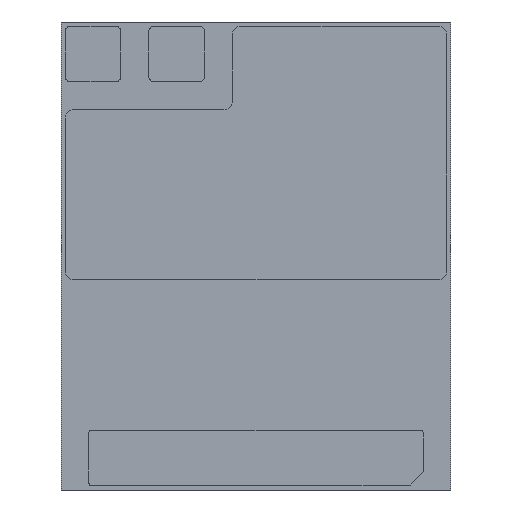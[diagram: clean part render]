
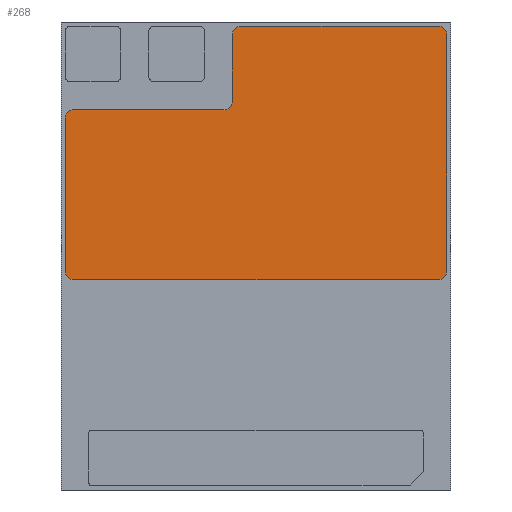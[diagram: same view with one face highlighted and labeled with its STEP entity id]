
A CAD part, front view. The second image highlights one B-rep face of the part: STEP entity #268.
In plain terms, the highlighted planar face has unit normal (0, -1, 0).
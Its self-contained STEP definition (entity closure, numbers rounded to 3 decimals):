
#6 = CARTESIAN_POINT ( 'NONE',  ( 3.275, 0., -0.425 ) ) ;
#16 = VECTOR ( 'NONE', #357, 1000. ) ;
#24 = EDGE_LOOP ( 'NONE', ( #1824, #192, #1018, #94, #918, #61, #2078, #1442, #1817, #995, #2013, #438 ) ) ;
#38 = CIRCLE ( 'NONE', #271, 0.15 ) ;
#61 = ORIENTED_EDGE ( 'NONE', *, *, #625, .F. ) ;
#94 = ORIENTED_EDGE ( 'NONE', *, *, #1138, .F. ) ;
#102 = VECTOR ( 'NONE', #281, 1000. ) ;
#106 = VERTEX_POINT ( 'NONE', #999 ) ;
#186 = VERTEX_POINT ( 'NONE', #2073 ) ;
#192 = ORIENTED_EDGE ( 'NONE', *, *, #929, .F. ) ;
#242 = DIRECTION ( 'NONE',  ( 0., 1., 0. ) ) ;
#246 = DIRECTION ( 'NONE',  ( 0., 0., 1. ) ) ;
#249 = DIRECTION ( 'NONE',  ( 0., 0., 1. ) ) ;
#268 = ADVANCED_FACE ( 'NONE', ( #1407 ), #719, .F. ) ;
#271 = AXIS2_PLACEMENT_3D ( 'NONE', #1113, #242, #1947 ) ;
#281 = DIRECTION ( 'NONE',  ( 0., 0., -1. ) ) ;
#286 = LINE ( 'NONE', #1767, #1156 ) ;
#290 = EDGE_CURVE ( 'NONE', #1616, #1706, #2132, .T. ) ;
#322 = EDGE_CURVE ( 'NONE', #2133, #1952, #549, .T. ) ;
#357 = DIRECTION ( 'NONE',  ( -1., 0., 0. ) ) ;
#367 = DIRECTION ( 'NONE',  ( 0., 1., 0. ) ) ;
#418 = DIRECTION ( 'NONE',  ( 1., 0., 0. ) ) ;
#438 = ORIENTED_EDGE ( 'NONE', *, *, #1277, .F. ) ;
#471 = VECTOR ( 'NONE', #246, 1000. ) ;
#480 = DIRECTION ( 'NONE',  ( 0., 1., 0. ) ) ;
#547 = LINE ( 'NONE', #6, #16 ) ;
#549 = LINE ( 'NONE', #1281, #102 ) ;
#558 = DIRECTION ( 'NONE',  ( 0., 1., 0. ) ) ;
#569 = CARTESIAN_POINT ( 'NONE',  ( 3.425, 0., -0.275 ) ) ;
#571 = CARTESIAN_POINT ( 'NONE',  ( -0.575, 0., 2.625 ) ) ;
#578 = CARTESIAN_POINT ( 'NONE',  ( 3.275, 0., 4.125 ) ) ;
#625 = EDGE_CURVE ( 'NONE', #740, #1521, #779, .T. ) ;
#679 = EDGE_CURVE ( 'NONE', #1521, #1057, #1749, .T. ) ;
#683 = CARTESIAN_POINT ( 'NONE',  ( 3.425, 0., 3.975 ) ) ;
#718 = CARTESIAN_POINT ( 'NONE',  ( -0.275, 0., 3.975 ) ) ;
#719 = PLANE ( 'NONE',  #907 ) ;
#722 = VERTEX_POINT ( 'NONE', #578 ) ;
#729 = LINE ( 'NONE', #1953, #471 ) ;
#740 = VERTEX_POINT ( 'NONE', #743 ) ;
#743 = CARTESIAN_POINT ( 'NONE',  ( -3.425, 0., 2.475 ) ) ;
#749 = EDGE_CURVE ( 'NONE', #1706, #740, #729, .T. ) ;
#751 = LINE ( 'NONE', #797, #1828 ) ;
#756 = DIRECTION ( 'NONE',  ( 0., 0., 1. ) ) ;
#779 = CIRCLE ( 'NONE', #1600, 0.15 ) ;
#792 = AXIS2_PLACEMENT_3D ( 'NONE', #718, #367, #1220 ) ;
#797 = CARTESIAN_POINT ( 'NONE',  ( -0.275, 0., 4.125 ) ) ;
#823 = CIRCLE ( 'NONE', #890, 0.15 ) ;
#827 = VECTOR ( 'NONE', #418, 1000. ) ;
#860 = CARTESIAN_POINT ( 'NONE',  ( -3.275, 0., 2.475 ) ) ;
#867 = EDGE_CURVE ( 'NONE', #1245, #1616, #547, .T. ) ;
#887 = CARTESIAN_POINT ( 'NONE',  ( -3.275, 0., -0.275 ) ) ;
#890 = AXIS2_PLACEMENT_3D ( 'NONE', #2035, #480, #2030 ) ;
#907 = AXIS2_PLACEMENT_3D ( 'NONE', #1239, #558, #914 ) ;
#914 = DIRECTION ( 'NONE',  ( 0., 0., 1. ) ) ;
#918 = ORIENTED_EDGE ( 'NONE', *, *, #679, .F. ) ;
#929 = EDGE_CURVE ( 'NONE', #186, #1174, #1503, .T. ) ;
#963 = CARTESIAN_POINT ( 'NONE',  ( -0.275, 0., 4.125 ) ) ;
#995 = ORIENTED_EDGE ( 'NONE', *, *, #1507, .F. ) ;
#999 = CARTESIAN_POINT ( 'NONE',  ( -0.425, 0., 2.775 ) ) ;
#1018 = ORIENTED_EDGE ( 'NONE', *, *, #1117, .F. ) ;
#1057 = VERTEX_POINT ( 'NONE', #571 ) ;
#1113 = CARTESIAN_POINT ( 'NONE',  ( 3.275, 0., -0.275 ) ) ;
#1117 = EDGE_CURVE ( 'NONE', #106, #186, #286, .T. ) ;
#1138 = EDGE_CURVE ( 'NONE', #1057, #106, #2043, .T. ) ;
#1147 = DIRECTION ( 'NONE',  ( 0., -1., 0. ) ) ;
#1156 = VECTOR ( 'NONE', #249, 1000. ) ;
#1174 = VERTEX_POINT ( 'NONE', #963 ) ;
#1220 = DIRECTION ( 'NONE',  ( 0., 0., 1. ) ) ;
#1239 = CARTESIAN_POINT ( 'NONE',  ( 0., 0., 0. ) ) ;
#1245 = VERTEX_POINT ( 'NONE', #2206 ) ;
#1277 = EDGE_CURVE ( 'NONE', #722, #2133, #823, .T. ) ;
#1281 = CARTESIAN_POINT ( 'NONE',  ( 3.425, 0., 2.625 ) ) ;
#1407 = FACE_OUTER_BOUND ( 'NONE', #24, .T. ) ;
#1442 = ORIENTED_EDGE ( 'NONE', *, *, #290, .F. ) ;
#1467 = DIRECTION ( 'NONE',  ( 1., 0., 0. ) ) ;
#1503 = CIRCLE ( 'NONE', #792, 0.15 ) ;
#1507 = EDGE_CURVE ( 'NONE', #1952, #1245, #38, .T. ) ;
#1521 = VERTEX_POINT ( 'NONE', #1598 ) ;
#1553 = EDGE_CURVE ( 'NONE', #1174, #722, #751, .T. ) ;
#1586 = CARTESIAN_POINT ( 'NONE',  ( -3.425, 0., -0.275 ) ) ;
#1598 = CARTESIAN_POINT ( 'NONE',  ( -3.275, 0., 2.625 ) ) ;
#1600 = AXIS2_PLACEMENT_3D ( 'NONE', #860, #1730, #1909 ) ;
#1616 = VERTEX_POINT ( 'NONE', #2185 ) ;
#1706 = VERTEX_POINT ( 'NONE', #1586 ) ;
#1730 = DIRECTION ( 'NONE',  ( 0., 1., 0. ) ) ;
#1749 = LINE ( 'NONE', #2077, #827 ) ;
#1752 = DIRECTION ( 'NONE',  ( 0., 1., 0. ) ) ;
#1767 = CARTESIAN_POINT ( 'NONE',  ( -0.425, 0., 3.975 ) ) ;
#1817 = ORIENTED_EDGE ( 'NONE', *, *, #867, .F. ) ;
#1820 = CARTESIAN_POINT ( 'NONE',  ( -0.575, 0., 2.775 ) ) ;
#1824 = ORIENTED_EDGE ( 'NONE', *, *, #1553, .F. ) ;
#1828 = VECTOR ( 'NONE', #1467, 1000. ) ;
#1843 = AXIS2_PLACEMENT_3D ( 'NONE', #887, #1752, #756 ) ;
#1909 = DIRECTION ( 'NONE',  ( 0., 0., 1. ) ) ;
#1947 = DIRECTION ( 'NONE',  ( 0., 0., 1. ) ) ;
#1952 = VERTEX_POINT ( 'NONE', #569 ) ;
#1953 = CARTESIAN_POINT ( 'NONE',  ( -3.425, 0., 2.475 ) ) ;
#2013 = ORIENTED_EDGE ( 'NONE', *, *, #322, .F. ) ;
#2030 = DIRECTION ( 'NONE',  ( 0., 0., 1. ) ) ;
#2035 = CARTESIAN_POINT ( 'NONE',  ( 3.275, 0., 3.975 ) ) ;
#2043 = CIRCLE ( 'NONE', #2088, 0.15 ) ;
#2073 = CARTESIAN_POINT ( 'NONE',  ( -0.425, 0., 3.975 ) ) ;
#2077 = CARTESIAN_POINT ( 'NONE',  ( -0.575, 0., 2.625 ) ) ;
#2078 = ORIENTED_EDGE ( 'NONE', *, *, #749, .F. ) ;
#2088 = AXIS2_PLACEMENT_3D ( 'NONE', #1820, #1147, #2145 ) ;
#2132 = CIRCLE ( 'NONE', #1843, 0.15 ) ;
#2133 = VERTEX_POINT ( 'NONE', #683 ) ;
#2145 = DIRECTION ( 'NONE',  ( 0., 0., 1. ) ) ;
#2185 = CARTESIAN_POINT ( 'NONE',  ( -3.275, 0., -0.425 ) ) ;
#2206 = CARTESIAN_POINT ( 'NONE',  ( 3.275, 0., -0.425 ) ) ;
